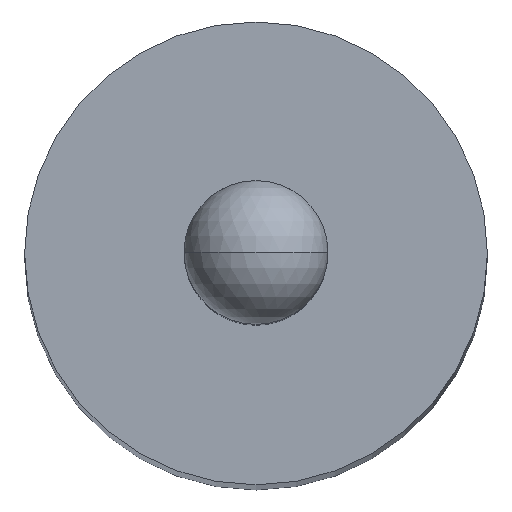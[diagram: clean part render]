
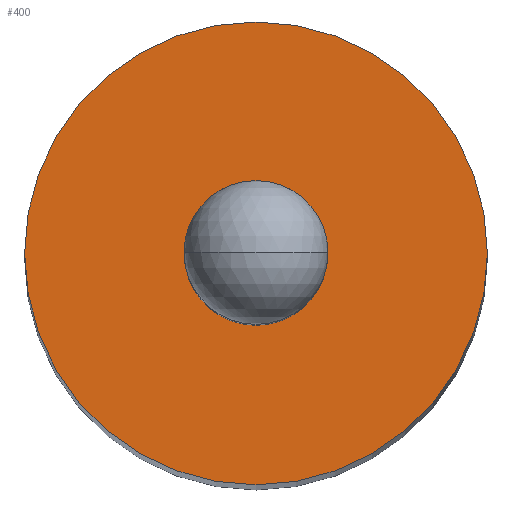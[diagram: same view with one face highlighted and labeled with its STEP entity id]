
A CAD part, top view. The second image highlights one B-rep face of the part: STEP entity #400.
In plain terms, the highlighted planar face has unit normal (0, 0, 1).
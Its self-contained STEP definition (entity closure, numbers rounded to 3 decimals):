
#1 = AXIS2_PLACEMENT_3D ( 'NONE', #391, #259, #388 ) ;
#12 = CARTESIAN_POINT ( 'NONE',  ( 0., 0., -0.97 ) ) ;
#20 = EDGE_CURVE ( 'NONE', #23, #106, #171, .T. ) ;
#21 = EDGE_LOOP ( 'NONE', ( #297, #278 ) ) ;
#23 = VERTEX_POINT ( 'NONE', #267 ) ;
#41 = ORIENTED_EDGE ( 'NONE', *, *, #306, .F. ) ;
#59 = CIRCLE ( 'NONE', #290, 0.37 ) ;
#60 = AXIS2_PLACEMENT_3D ( 'NONE', #371, #245, #340 ) ;
#83 = CARTESIAN_POINT ( 'NONE',  ( 0., 0., -0.97 ) ) ;
#85 = VERTEX_POINT ( 'NONE', #154 ) ;
#106 = VERTEX_POINT ( 'NONE', #288 ) ;
#113 = FACE_OUTER_BOUND ( 'NONE', #151, .T. ) ;
#136 = CARTESIAN_POINT ( 'NONE',  ( 0., 0., -0.97 ) ) ;
#139 = DIRECTION ( 'NONE',  ( 0., 0., -1. ) ) ;
#151 = EDGE_LOOP ( 'NONE', ( #41, #236 ) ) ;
#154 = CARTESIAN_POINT ( 'NONE',  ( -0.37, 0., -0.97 ) ) ;
#164 = CIRCLE ( 'NONE', #1, 0.37 ) ;
#171 = CIRCLE ( 'NONE', #311, 0.115 ) ;
#177 = CARTESIAN_POINT ( 'NONE',  ( 0.37, 0., -0.97 ) ) ;
#206 = DIRECTION ( 'NONE',  ( -1., 0., 0. ) ) ;
#216 = DIRECTION ( 'NONE',  ( 0., 0., -1. ) ) ;
#218 = CIRCLE ( 'NONE', #365, 0.115 ) ;
#236 = ORIENTED_EDGE ( 'NONE', *, *, #331, .F. ) ;
#245 = DIRECTION ( 'NONE',  ( 0., 0., -1. ) ) ;
#259 = DIRECTION ( 'NONE',  ( 0., 0., -1. ) ) ;
#263 = DIRECTION ( 'NONE',  ( -1., 0., 0. ) ) ;
#267 = CARTESIAN_POINT ( 'NONE',  ( 0.115, 0., -0.97 ) ) ;
#278 = ORIENTED_EDGE ( 'NONE', *, *, #20, .T. ) ;
#288 = CARTESIAN_POINT ( 'NONE',  ( -0.115, 0., -0.97 ) ) ;
#290 = AXIS2_PLACEMENT_3D ( 'NONE', #136, #296, #263 ) ;
#296 = DIRECTION ( 'NONE',  ( 0., 0., -1. ) ) ;
#297 = ORIENTED_EDGE ( 'NONE', *, *, #351, .T. ) ;
#306 = EDGE_CURVE ( 'NONE', #85, #406, #164, .T. ) ;
#311 = AXIS2_PLACEMENT_3D ( 'NONE', #83, #216, #342 ) ;
#331 = EDGE_CURVE ( 'NONE', #406, #85, #59, .T. ) ;
#337 = FACE_BOUND ( 'NONE', #21, .T. ) ;
#340 = DIRECTION ( 'NONE',  ( -1., 0., 0. ) ) ;
#342 = DIRECTION ( 'NONE',  ( -1., 0., 0. ) ) ;
#351 = EDGE_CURVE ( 'NONE', #106, #23, #218, .T. ) ;
#365 = AXIS2_PLACEMENT_3D ( 'NONE', #12, #139, #206 ) ;
#371 = CARTESIAN_POINT ( 'NONE',  ( 0., 0., -0.97 ) ) ;
#388 = DIRECTION ( 'NONE',  ( -1., 0., 0. ) ) ;
#391 = CARTESIAN_POINT ( 'NONE',  ( 0., 0., -0.97 ) ) ;
#400 = ADVANCED_FACE ( 'NONE', ( #337, #113 ), #402, .F. ) ;
#402 = PLANE ( 'NONE',  #60 ) ;
#406 = VERTEX_POINT ( 'NONE', #177 ) ;
